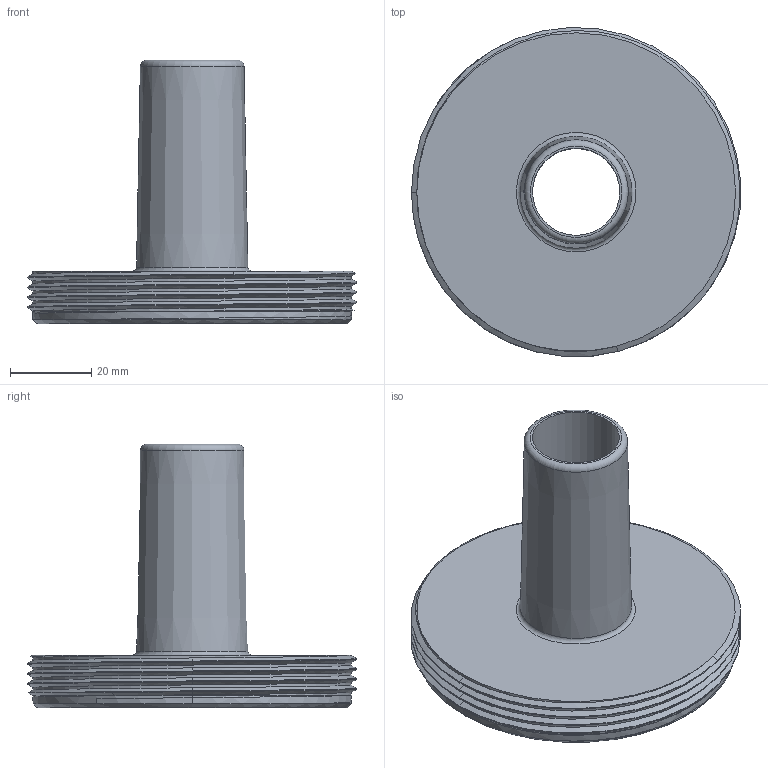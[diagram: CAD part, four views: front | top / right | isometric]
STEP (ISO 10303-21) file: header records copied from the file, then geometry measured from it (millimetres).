
FILE_DESCRIPTION(('FreeCAD Model'),'2;1');
FILE_NAME('Open CASCADE Shape Model','2025-05-19T22:21:09',(''),(''), 'Open CASCADE STEP processor 7.8','FreeCAD','Unknown');
FILE_SCHEMA(('AUTOMOTIVE_DESIGN { 1 0 10303 214 1 1 1 1 }'));
Length unit declared in the file: millimetre
Products named in the file (1): Strainer
Bounding box: 81.16 x 81.13 x 65 mm (x, y, z)
Volume: 69276.6 mm3; surface area: 22227.5 mm2
Topology: 1 solids, 1 shells, 35 faces, 80 edges, 48 vertices
Faces by surface type: bspline 15, cylinder 11, cone 4, plane 3, torus 2
Full cylindrical faces by diameter (mm): 21.5 x1, 78.6 x3
Entity records: 1664 total; most frequent: CARTESIAN_POINT 984, ORIENTED_EDGE 160, DIRECTION 90, EDGE_CURVE 80, B_SPLINE_CURVE_WITH_KNOTS 51, VERTEX_POINT 48, AXIS2_PLACEMENT_3D 40, FACE_BOUND 38
